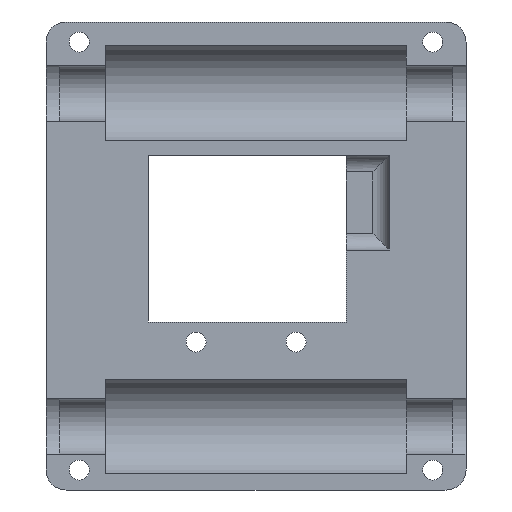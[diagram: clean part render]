
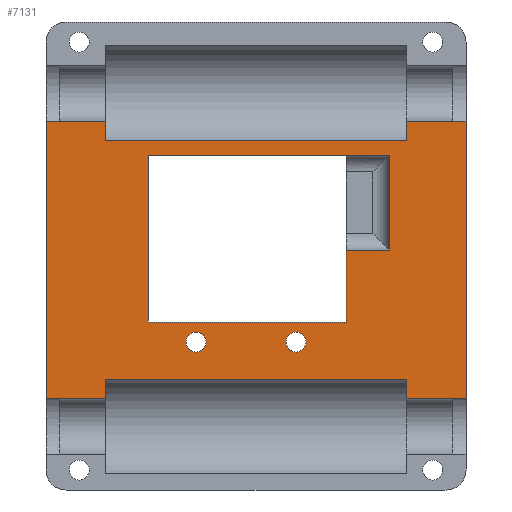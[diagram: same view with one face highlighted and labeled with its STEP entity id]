
A CAD part, front view. The second image highlights one B-rep face of the part: STEP entity #7131.
In plain terms, the highlighted planar face has unit normal (0, -1, 0).
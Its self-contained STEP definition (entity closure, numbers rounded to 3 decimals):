
#667=CIRCLE('',#7939,1.5);
#668=CIRCLE('',#7943,1.5);
#690=FACE_BOUND('',#1607,.T.);
#691=FACE_BOUND('',#1608,.T.);
#692=FACE_BOUND('',#1609,.T.);
#843=PLANE('',#7950);
#1214=FACE_OUTER_BOUND('',#1606,.T.);
#1606=EDGE_LOOP('',(#6739,#6740,#6741,#6742,#6743,#6744,#6745,#6746,#6747,
#6748,#6749,#6750));
#1607=EDGE_LOOP('',(#6751,#6752,#6753,#6754,#6755,#6756));
#1608=EDGE_LOOP('',(#6757));
#1609=EDGE_LOOP('',(#6758));
#1649=LINE('',#15932,#2274);
#1656=LINE('',#15944,#2281);
#1658=LINE('',#15948,#2283);
#1667=LINE('',#15966,#2292);
#1894=LINE('',#16634,#2519);
#1919=LINE('',#16701,#2544);
#2159=LINE('',#17599,#2784);
#2160=LINE('',#17601,#2785);
#2165=LINE('',#17615,#2790);
#2172=LINE('',#17632,#2797);
#2175=LINE('',#17641,#2800);
#2178=LINE('',#17648,#2803);
#2183=LINE('',#17662,#2808);
#2192=LINE('',#17683,#2817);
#2200=LINE('',#17703,#2825);
#2206=LINE('',#17713,#2831);
#2214=LINE('',#17735,#2839);
#2223=LINE('',#17760,#2848);
#2274=VECTOR('',#8182,10.);
#2281=VECTOR('',#8191,10.);
#2283=VECTOR('',#8195,10.);
#2292=VECTOR('',#8208,10.);
#2519=VECTOR('',#8827,10.);
#2544=VECTOR('',#8898,10.);
#2784=VECTOR('',#9976,10.);
#2785=VECTOR('',#9979,10.);
#2790=VECTOR('',#9988,10.);
#2797=VECTOR('',#10005,10.);
#2800=VECTOR('',#10012,10.);
#2803=VECTOR('',#10017,10.);
#2808=VECTOR('',#10028,10.);
#2817=VECTOR('',#10047,10.);
#2825=VECTOR('',#10069,10.);
#2831=VECTOR('',#10077,10.);
#2839=VECTOR('',#10105,10.);
#2848=VECTOR('',#10134,10.);
#2991=VERTEX_POINT('',#15929);
#2992=VERTEX_POINT('',#15931);
#2996=VERTEX_POINT('',#15942);
#2997=VERTEX_POINT('',#15946);
#3004=VERTEX_POINT('',#15964);
#3248=VERTEX_POINT('',#16631);
#3249=VERTEX_POINT('',#16633);
#3267=VERTEX_POINT('',#16698);
#3268=VERTEX_POINT('',#16700);
#3507=VERTEX_POINT('',#17597);
#3513=VERTEX_POINT('',#17612);
#3514=VERTEX_POINT('',#17614);
#3519=VERTEX_POINT('',#17630);
#3523=VERTEX_POINT('',#17639);
#3524=VERTEX_POINT('',#17644);
#3526=VERTEX_POINT('',#17647);
#3532=VERTEX_POINT('',#17661);
#3537=VERTEX_POINT('',#17676);
#3562=VERTEX_POINT('',#17777);
#3563=VERTEX_POINT('',#17785);
#3696=EDGE_CURVE('',#2992,#2991,#1649,.T.);
#3703=EDGE_CURVE('',#2991,#2996,#1656,.T.);
#3705=EDGE_CURVE('',#2996,#2997,#1658,.T.);
#3714=EDGE_CURVE('',#3004,#2997,#1667,.T.);
#4049=EDGE_CURVE('',#3249,#3248,#1894,.T.);
#4082=EDGE_CURVE('',#3268,#3267,#1919,.T.);
#4529=EDGE_CURVE('',#3507,#3004,#2159,.T.);
#4530=EDGE_CURVE('',#2992,#3507,#2160,.T.);
#4536=EDGE_CURVE('',#3514,#3513,#2165,.T.);
#4545=EDGE_CURVE('',#3513,#3519,#2172,.T.);
#4549=EDGE_CURVE('',#3519,#3523,#2175,.T.);
#4552=EDGE_CURVE('',#3526,#3524,#2178,.T.);
#4559=EDGE_CURVE('',#3532,#3526,#2183,.T.);
#4570=EDGE_CURVE('',#3537,#3532,#2192,.T.);
#4581=EDGE_CURVE('',#3267,#3514,#2200,.T.);
#4587=EDGE_CURVE('',#3524,#3268,#2206,.T.);
#4598=EDGE_CURVE('',#3523,#3249,#2214,.T.);
#4611=EDGE_CURVE('',#3248,#3537,#2223,.T.);
#4620=EDGE_CURVE('',#3562,#3562,#667,.T.);
#4624=EDGE_CURVE('',#3563,#3563,#668,.T.);
#6739=ORIENTED_EDGE('',*,*,#4549,.T.);
#6740=ORIENTED_EDGE('',*,*,#4598,.T.);
#6741=ORIENTED_EDGE('',*,*,#4049,.T.);
#6742=ORIENTED_EDGE('',*,*,#4611,.T.);
#6743=ORIENTED_EDGE('',*,*,#4570,.T.);
#6744=ORIENTED_EDGE('',*,*,#4559,.T.);
#6745=ORIENTED_EDGE('',*,*,#4552,.T.);
#6746=ORIENTED_EDGE('',*,*,#4587,.T.);
#6747=ORIENTED_EDGE('',*,*,#4082,.T.);
#6748=ORIENTED_EDGE('',*,*,#4581,.T.);
#6749=ORIENTED_EDGE('',*,*,#4536,.T.);
#6750=ORIENTED_EDGE('',*,*,#4545,.T.);
#6751=ORIENTED_EDGE('',*,*,#3705,.T.);
#6752=ORIENTED_EDGE('',*,*,#3714,.F.);
#6753=ORIENTED_EDGE('',*,*,#4529,.F.);
#6754=ORIENTED_EDGE('',*,*,#4530,.F.);
#6755=ORIENTED_EDGE('',*,*,#3696,.T.);
#6756=ORIENTED_EDGE('',*,*,#3703,.T.);
#6757=ORIENTED_EDGE('',*,*,#4624,.F.);
#6758=ORIENTED_EDGE('',*,*,#4620,.F.);
#7131=ADVANCED_FACE('',(#1214,#690,#691,#692),#843,.F.);
#7939=AXIS2_PLACEMENT_3D('',#17779,#10157,#10158);
#7943=AXIS2_PLACEMENT_3D('',#17787,#10168,#10169);
#7950=AXIS2_PLACEMENT_3D('',#17798,#10186,#10187);
#8182=DIRECTION('',(1.,0.,0.));
#8191=DIRECTION('',(0.,0.,-1.));
#8195=DIRECTION('',(-1.,0.,0.));
#8208=DIRECTION('',(0.,0.,1.));
#8827=DIRECTION('',(0.,0.,1.));
#8898=DIRECTION('',(0.,0.,-1.));
#9976=DIRECTION('',(1.,0.,0.));
#9979=DIRECTION('',(0.,0.,-1.));
#9988=DIRECTION('',(0.,0.,1.));
#10005=DIRECTION('',(1.,0.,0.));
#10012=DIRECTION('',(0.,0.,-1.));
#10017=DIRECTION('',(0.,0.,1.));
#10028=DIRECTION('',(-1.,0.,0.));
#10047=DIRECTION('',(0.,0.,-1.));
#10069=DIRECTION('',(1.,0.,0.));
#10077=DIRECTION('',(-1.,0.,0.));
#10105=DIRECTION('',(1.,0.,0.));
#10134=DIRECTION('',(-1.,0.,0.));
#10157=DIRECTION('center_axis',(0.,-1.,0.));
#10158=DIRECTION('ref_axis',(1.,0.,0.));
#10168=DIRECTION('center_axis',(0.,-1.,0.));
#10169=DIRECTION('ref_axis',(1.,0.,0.));
#10186=DIRECTION('center_axis',(0.,1.,0.));
#10187=DIRECTION('ref_axis',(1.,0.,0.));
#15929=CARTESIAN_POINT('',(21.5,1.5,28.));
#15931=CARTESIAN_POINT('',(-14.7,1.5,28.));
#15932=CARTESIAN_POINT('',(8.25,1.5,28.));
#15942=CARTESIAN_POINT('',(21.5,1.5,13.8));
#15944=CARTESIAN_POINT('',(21.5,1.5,20.45));
#15946=CARTESIAN_POINT('',(15.,1.5,13.8));
#15948=CARTESIAN_POINT('',(11.5,1.5,13.8));
#15964=CARTESIAN_POINT('',(15.,1.5,3.));
#15966=CARTESIAN_POINT('',(15.,1.5,3.));
#16631=CARTESIAN_POINT('',(33.,1.5,33.13));
#16633=CARTESIAN_POINT('',(33.,1.5,-8.47));
#16634=CARTESIAN_POINT('',(33.,1.5,-19.2));
#16698=CARTESIAN_POINT('',(-30.,1.5,-8.47));
#16700=CARTESIAN_POINT('',(-30.,1.5,33.13));
#16701=CARTESIAN_POINT('',(-30.,1.5,45.));
#17597=CARTESIAN_POINT('',(-14.7,1.5,3.));
#17599=CARTESIAN_POINT('',(-14.7,1.5,3.));
#17601=CARTESIAN_POINT('',(-14.7,1.5,3.));
#17612=CARTESIAN_POINT('',(-21.15,1.5,-5.57));
#17614=CARTESIAN_POINT('',(-21.15,1.5,-8.47));
#17615=CARTESIAN_POINT('',(-21.15,1.5,12.615));
#17630=CARTESIAN_POINT('',(24.05,1.5,-5.57));
#17632=CARTESIAN_POINT('',(12.775,1.5,-5.57));
#17639=CARTESIAN_POINT('',(24.05,1.5,-8.47));
#17641=CARTESIAN_POINT('',(24.05,1.5,0.115));
#17644=CARTESIAN_POINT('',(-21.15,1.5,33.13));
#17647=CARTESIAN_POINT('',(-21.15,1.5,30.23));
#17648=CARTESIAN_POINT('',(-21.15,1.5,12.615));
#17661=CARTESIAN_POINT('',(24.05,1.5,30.23));
#17662=CARTESIAN_POINT('',(12.775,1.5,30.23));
#17676=CARTESIAN_POINT('',(24.05,1.5,33.13));
#17683=CARTESIAN_POINT('',(24.05,1.5,25.115));
#17703=CARTESIAN_POINT('',(17.25,1.5,-8.47));
#17713=CARTESIAN_POINT('',(17.25,1.5,33.13));
#17735=CARTESIAN_POINT('',(17.25,1.5,-8.47));
#17760=CARTESIAN_POINT('',(17.25,1.5,33.13));
#17777=CARTESIAN_POINT('',(6.,1.5,0.));
#17779=CARTESIAN_POINT('Origin',(7.5,1.5,0.));
#17785=CARTESIAN_POINT('',(-9.,1.5,0.));
#17787=CARTESIAN_POINT('Origin',(-7.5,1.5,0.));
#17798=CARTESIAN_POINT('Origin',(1.5,1.5,12.9));
